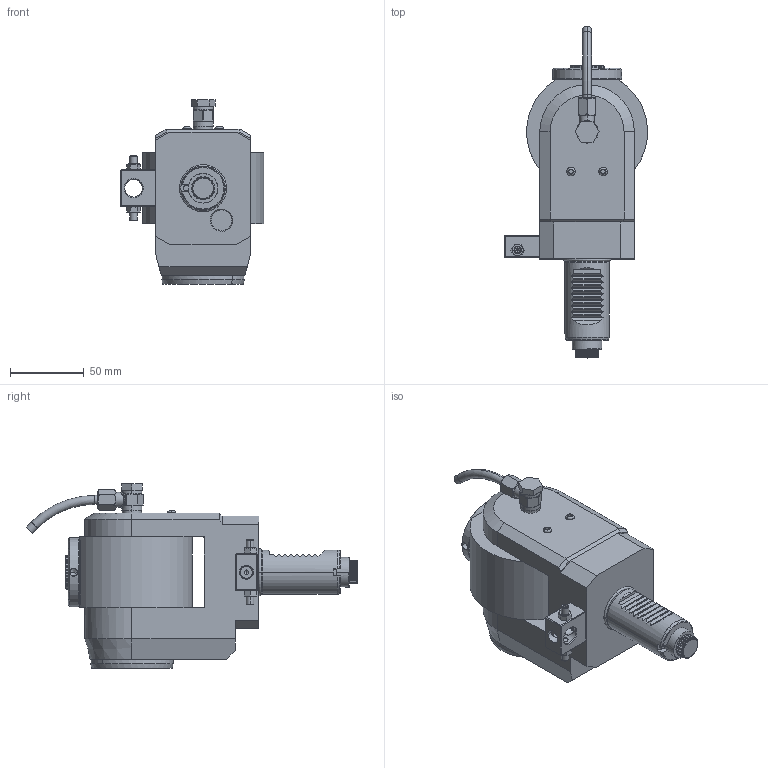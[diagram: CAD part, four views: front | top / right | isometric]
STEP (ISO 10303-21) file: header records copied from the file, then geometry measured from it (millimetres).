
FILE_DESCRIPTION((''),'2;1');
FILE_NAME('NGT1_30_535_16_1_2','2023-05-08T',('vali'),('NOVA GRUP'),'PRO/ENGINEER BY PARAMETRIC TECHNOLOGY CORPORATION, 2010280','PRO/ENGINEER BY PARAMETRIC TECHNOLOGY CORPORATION, 2010280','');
FILE_SCHEMA(('CONFIG_CONTROL_DESIGN'));
Length unit declared in the file: millimetre
Products named in the file (1): NGT1_30_535_16_1_2
Bounding box: 97 x 224.67 x 124.9 mm (x, y, z)
Volume: 764201.8 mm3; surface area: 72555 mm2
Topology: 1 solids, 3 shells, 580 faces, 1475 edges, 915 vertices
Faces by surface type: cylinder 207, plane 206, cone 89, bspline 48, torus 30
Entity records: 24978 total; most frequent: CARTESIAN_POINT 11680, ORIENTED_EDGE 2910, DIRECTION 2531, EDGE_CURVE 1455, AXIS2_PLACEMENT_3D 939, VERTEX_POINT 915, VECTOR 653, LINE 653
